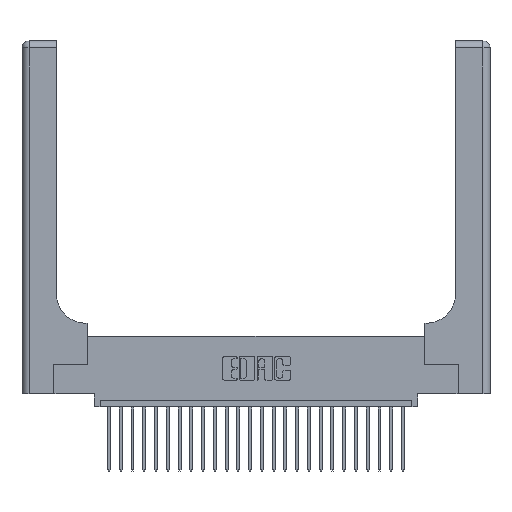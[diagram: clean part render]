
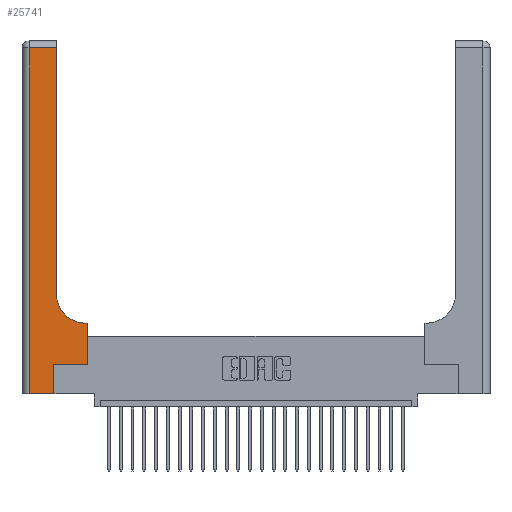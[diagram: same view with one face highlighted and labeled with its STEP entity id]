
A CAD part, top view. The second image highlights one B-rep face of the part: STEP entity #25741.
In plain terms, the highlighted planar face has unit normal (0, 0, 1).
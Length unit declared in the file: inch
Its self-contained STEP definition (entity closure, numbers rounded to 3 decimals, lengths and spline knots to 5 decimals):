
#712 = VECTOR ( 'NONE', #22019, 39.37008 ) ;
#1066 = VECTOR ( 'NONE', #12754, 39.37008 ) ;
#1277 = ORIENTED_EDGE ( 'NONE', *, *, #14280, .T. ) ;
#1480 = AXIS2_PLACEMENT_3D ( 'NONE', #18381, #14260, #5900 ) ;
#2783 = LINE ( 'NONE', #8330, #8644 ) ;
#2833 = LINE ( 'NONE', #12580, #25034 ) ;
#2975 = EDGE_LOOP ( 'NONE', ( #24867, #24263, #1277, #15948, #20029, #26423, #14216, #18324, #21182 ) ) ;
#3362 = DIRECTION ( 'NONE',  ( -1., 0., 0. ) ) ;
#4134 = EDGE_CURVE ( 'NONE', #23253, #12647, #6259, .T. ) ;
#5053 = EDGE_CURVE ( 'NONE', #20801, #23253, #6875, .T. ) ;
#5509 = CARTESIAN_POINT ( 'NONE',  ( 0.06, 0., 0.37 ) ) ;
#5622 = EDGE_CURVE ( 'NONE', #18966, #24244, #23134, .T. ) ;
#5900 = DIRECTION ( 'NONE',  ( 1., 0., 0. ) ) ;
#6033 = CARTESIAN_POINT ( 'NONE',  ( 0.06, 2.94, 0.37 ) ) ;
#6151 = DIRECTION ( 'NONE',  ( -1., 0., 0. ) ) ;
#6259 = LINE ( 'NONE', #21925, #712 ) ;
#6492 = CARTESIAN_POINT ( 'NONE',  ( 0.2915, 2.94, 0.37 ) ) ;
#6598 = LINE ( 'NONE', #10765, #1066 ) ;
#6697 = CARTESIAN_POINT ( 'NONE',  ( 0.5415, 0.6, 0.37 ) ) ;
#6875 = LINE ( 'NONE', #8532, #9777 ) ;
#8330 = CARTESIAN_POINT ( 'NONE',  ( 0., 2.94, 0.37 ) ) ;
#8532 = CARTESIAN_POINT ( 'NONE',  ( 0.5585, 0.25, 0.37 ) ) ;
#8644 = VECTOR ( 'NONE', #6151, 39.37008 ) ;
#8658 = CARTESIAN_POINT ( 'NONE',  ( 0.06, 3., 0.37 ) ) ;
#9095 = VERTEX_POINT ( 'NONE', #6492 ) ;
#9777 = VECTOR ( 'NONE', #16475, 39.37008 ) ;
#10407 = EDGE_CURVE ( 'NONE', #24244, #20801, #21207, .T. ) ;
#10765 = CARTESIAN_POINT ( 'NONE',  ( 0., 0., 0.37 ) ) ;
#10826 = VERTEX_POINT ( 'NONE', #13004 ) ;
#11369 = VECTOR ( 'NONE', #20267, 39.37008 ) ;
#12580 = CARTESIAN_POINT ( 'NONE',  ( 0.2915, 3., 0.37 ) ) ;
#12647 = VERTEX_POINT ( 'NONE', #6697 ) ;
#12754 = DIRECTION ( 'NONE',  ( 1., 0., 0. ) ) ;
#12819 = CARTESIAN_POINT ( 'NONE',  ( 0.269, 0.25, 0.37 ) ) ;
#13004 = CARTESIAN_POINT ( 'NONE',  ( 0.2915, 0.85, 0.37 ) ) ;
#14216 = ORIENTED_EDGE ( 'NONE', *, *, #5053, .T. ) ;
#14260 = DIRECTION ( 'NONE',  ( 0., 0., -1. ) ) ;
#14280 = EDGE_CURVE ( 'NONE', #21110, #25157, #18866, .T. ) ;
#14653 = EDGE_CURVE ( 'NONE', #12647, #10826, #17208, .T. ) ;
#15244 = EDGE_CURVE ( 'NONE', #10826, #9095, #2833, .T. ) ;
#15844 = DIRECTION ( 'NONE',  ( 0., 0., -1. ) ) ;
#15948 = ORIENTED_EDGE ( 'NONE', *, *, #20577, .T. ) ;
#16343 = EDGE_CURVE ( 'NONE', #9095, #21110, #2783, .T. ) ;
#16475 = DIRECTION ( 'NONE',  ( 0., 1., 0. ) ) ;
#16511 = CARTESIAN_POINT ( 'NONE',  ( 0.269, 0.25, 0.37 ) ) ;
#17208 = CIRCLE ( 'NONE', #1480, 0.25 ) ;
#17730 = AXIS2_PLACEMENT_3D ( 'NONE', #22042, #15844, #3362 ) ;
#17793 = CARTESIAN_POINT ( 'NONE',  ( 0.5585, 0.25, 0.37 ) ) ;
#18126 = PLANE ( 'NONE',  #17730 ) ;
#18321 = DIRECTION ( 'NONE',  ( 1., 0., 0. ) ) ;
#18324 = ORIENTED_EDGE ( 'NONE', *, *, #4134, .T. ) ;
#18381 = CARTESIAN_POINT ( 'NONE',  ( 0.5415, 0.85, 0.37 ) ) ;
#18866 = LINE ( 'NONE', #8658, #25420 ) ;
#18966 = VERTEX_POINT ( 'NONE', #21610 ) ;
#18995 = DIRECTION ( 'NONE',  ( 0., 1., 0. ) ) ;
#20029 = ORIENTED_EDGE ( 'NONE', *, *, #5622, .T. ) ;
#20267 = DIRECTION ( 'NONE',  ( 0., 1., 0. ) ) ;
#20577 = EDGE_CURVE ( 'NONE', #25157, #18966, #6598, .T. ) ;
#20801 = VERTEX_POINT ( 'NONE', #17793 ) ;
#21110 = VERTEX_POINT ( 'NONE', #6033 ) ;
#21182 = ORIENTED_EDGE ( 'NONE', *, *, #14653, .T. ) ;
#21207 = LINE ( 'NONE', #16511, #22502 ) ;
#21217 = DIRECTION ( 'NONE',  ( 0., -1., 0. ) ) ;
#21610 = CARTESIAN_POINT ( 'NONE',  ( 0.269, 0., 0.37 ) ) ;
#21734 = CARTESIAN_POINT ( 'NONE',  ( 0.5585, 0.6, 0.37 ) ) ;
#21925 = CARTESIAN_POINT ( 'NONE',  ( 0.2915, 0.6, 0.37 ) ) ;
#22019 = DIRECTION ( 'NONE',  ( -1., 0., 0. ) ) ;
#22042 = CARTESIAN_POINT ( 'NONE',  ( 0., 3., 0.37 ) ) ;
#22502 = VECTOR ( 'NONE', #18321, 39.37008 ) ;
#22655 = FACE_OUTER_BOUND ( 'NONE', #2975, .T. ) ;
#23134 = LINE ( 'NONE', #26513, #11369 ) ;
#23253 = VERTEX_POINT ( 'NONE', #21734 ) ;
#24244 = VERTEX_POINT ( 'NONE', #12819 ) ;
#24263 = ORIENTED_EDGE ( 'NONE', *, *, #16343, .T. ) ;
#24867 = ORIENTED_EDGE ( 'NONE', *, *, #15244, .T. ) ;
#25034 = VECTOR ( 'NONE', #18995, 39.37008 ) ;
#25157 = VERTEX_POINT ( 'NONE', #5509 ) ;
#25420 = VECTOR ( 'NONE', #21217, 39.37008 ) ;
#25741 = ADVANCED_FACE ( 'NONE', ( #22655 ), #18126, .F. ) ;
#26423 = ORIENTED_EDGE ( 'NONE', *, *, #10407, .T. ) ;
#26513 = CARTESIAN_POINT ( 'NONE',  ( 0.269, 0., 0.37 ) ) ;
